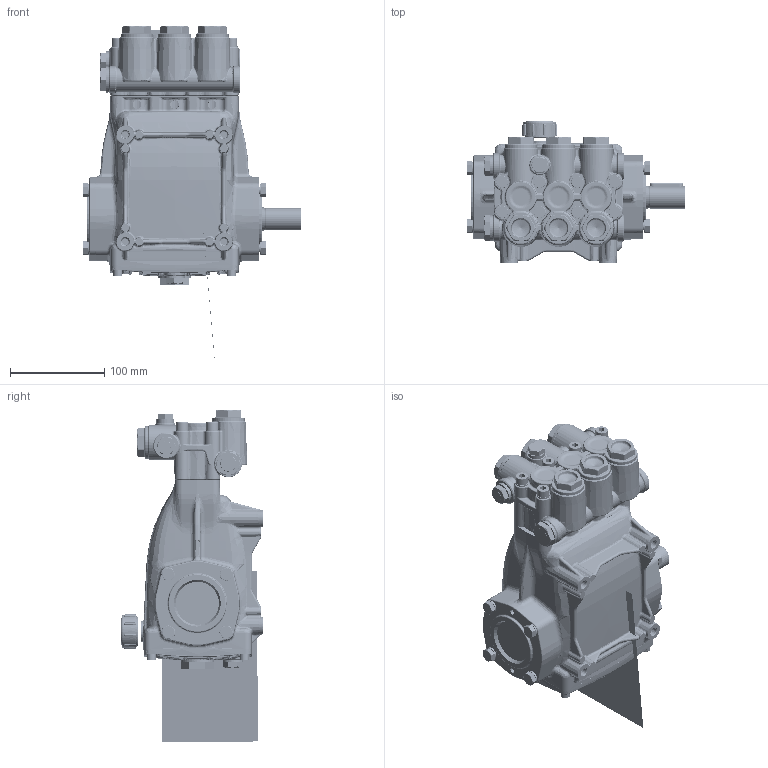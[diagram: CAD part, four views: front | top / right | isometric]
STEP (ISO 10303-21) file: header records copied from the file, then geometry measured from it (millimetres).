
FILE_DESCRIPTION (( 'STEP AP214' ), '1' );
FILE_NAME ('POMPA MM.STEP', '2015-06-25T15:32:01', ( 'admin' ), ( 'Hewlett-Packard Company' ), 'SwSTEP 2.0', 'SolidWorks 2014', '' );
FILE_SCHEMA (( 'AUTOMOTIVE_DESIGN' ));
Length unit declared in the file: millimetre
Products named in the file (2): POMPA MM
Bounding box: 232.4 x 151.34 x 353.16 mm (x, y, z)
Volume: 1393915.3 mm3; surface area: 572213.2 mm2
Topology: 71 solids, 75 shells, 6665 faces, 15550 edges, 9079 vertices
Faces by surface type: bspline 2560, cylinder 1147, plane 924, cone 917, torus 794, sphere 323
Entity records: 369142 total; most frequent: CARTESIAN_POINT 161106, ORIENTED_EDGE 30806, DIRECTION 24472, EDGE_CURVE 15403, AXIS2_PLACEMENT_3D 10726, VERTEX_POINT 9047, EDGE_LOOP 7038, UNCERTAINTY_MEASURE_WITH_UNIT 6738
